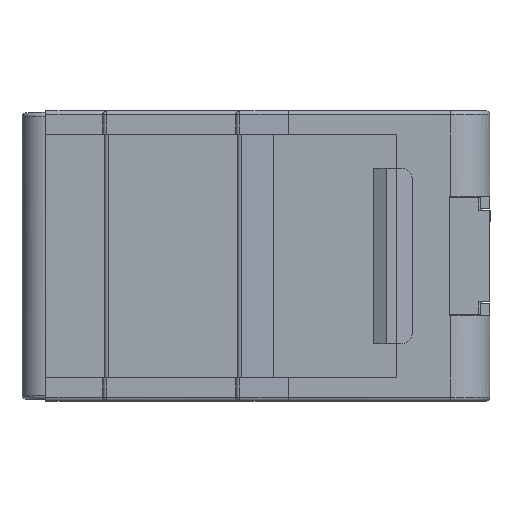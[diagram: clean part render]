
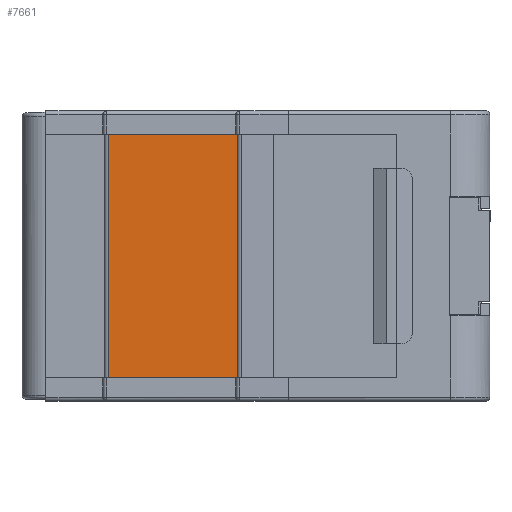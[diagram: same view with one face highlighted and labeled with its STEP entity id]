
A CAD part, left-side view. The second image highlights one B-rep face of the part: STEP entity #7661.
In plain terms, the highlighted planar face has unit normal (-1, 0, 0).
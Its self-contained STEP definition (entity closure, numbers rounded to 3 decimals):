
#69 = CARTESIAN_POINT ( 'NONE',  ( -30.806, 35.695, -118.824 ) ) ;
#770 = CARTESIAN_POINT ( 'NONE',  ( -30.806, 35.695, -2.9 ) ) ;
#1296 = LINE ( 'NONE', #11061, #20864 ) ;
#1604 = DIRECTION ( 'NONE',  ( 0., 1., 0. ) ) ;
#1737 = DIRECTION ( 'NONE',  ( 0., 0., 1. ) ) ;
#1744 = FACE_OUTER_BOUND ( 'NONE', #19852, .T. ) ;
#1912 = DIRECTION ( 'NONE',  ( 0., 1., 0. ) ) ;
#2340 = DIRECTION ( 'NONE',  ( 0., 1., 0. ) ) ;
#3040 = VECTOR ( 'NONE', #1737, 1000. ) ;
#3902 = CARTESIAN_POINT ( 'NONE',  ( -30.806, 19.693, -33.1 ) ) ;
#4139 = CARTESIAN_POINT ( 'NONE',  ( -30.806, 35.695, -33.1 ) ) ;
#4449 = EDGE_CURVE ( 'NONE', #21525, #18861, #1296, .T. ) ;
#6144 = LINE ( 'NONE', #4139, #10569 ) ;
#6607 = ORIENTED_EDGE ( 'NONE', *, *, #18629, .T. ) ;
#7565 = PLANE ( 'NONE',  #17281 ) ;
#7575 = VERTEX_POINT ( 'NONE', #12673 ) ;
#7661 = ADVANCED_FACE ( 'NONE', ( #1744 ), #7565, .F. ) ;
#7911 = DIRECTION ( 'NONE',  ( 0., 0., 1. ) ) ;
#10376 = ORIENTED_EDGE ( 'NONE', *, *, #22120, .F. ) ;
#10569 = VECTOR ( 'NONE', #2340, 1000. ) ;
#11061 = CARTESIAN_POINT ( 'NONE',  ( -30.806, 35.695, -2.9 ) ) ;
#11629 = VERTEX_POINT ( 'NONE', #3902 ) ;
#12054 = LINE ( 'NONE', #17436, #13501 ) ;
#12673 = CARTESIAN_POINT ( 'NONE',  ( -30.806, 35.695, -33.1 ) ) ;
#13501 = VECTOR ( 'NONE', #7911, 1000. ) ;
#13944 = CARTESIAN_POINT ( 'NONE',  ( -30.806, 19.693, -2.9 ) ) ;
#14900 = CARTESIAN_POINT ( 'NONE',  ( -30.806, 35.695, -118.824 ) ) ;
#17153 = DIRECTION ( 'NONE',  ( 1., 0., 0. ) ) ;
#17281 = AXIS2_PLACEMENT_3D ( 'NONE', #69, #17153, #1912 ) ;
#17436 = CARTESIAN_POINT ( 'NONE',  ( -30.806, 19.693, -118.824 ) ) ;
#18629 = EDGE_CURVE ( 'NONE', #11629, #21525, #12054, .T. ) ;
#18861 = VERTEX_POINT ( 'NONE', #770 ) ;
#19223 = ORIENTED_EDGE ( 'NONE', *, *, #4449, .T. ) ;
#19361 = ORIENTED_EDGE ( 'NONE', *, *, #24537, .F. ) ;
#19852 = EDGE_LOOP ( 'NONE', ( #19361, #10376, #6607, #19223 ) ) ;
#20864 = VECTOR ( 'NONE', #1604, 1000. ) ;
#21525 = VERTEX_POINT ( 'NONE', #13944 ) ;
#21998 = LINE ( 'NONE', #14900, #3040 ) ;
#22120 = EDGE_CURVE ( 'NONE', #11629, #7575, #6144, .T. ) ;
#24537 = EDGE_CURVE ( 'NONE', #7575, #18861, #21998, .T. ) ;
